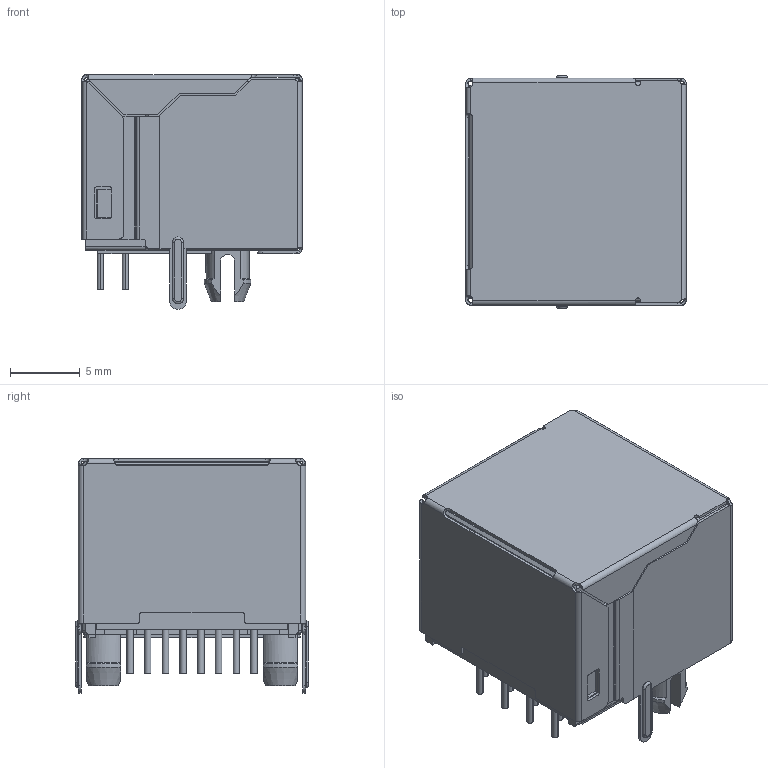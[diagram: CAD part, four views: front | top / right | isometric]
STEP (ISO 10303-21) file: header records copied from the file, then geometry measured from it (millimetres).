
FILE_DESCRIPTION((''),'2;1');
FILE_NAME('DGKYD56A1188GWA2DY1054','2023-07-18T11:13:23',('Administrator'),(''),'CREO PARAMETRIC BY PTC INC, 2019010','CREO PARAMETRIC BY PTC INC, 2019010','');
FILE_SCHEMA(('CONFIG_CONTROL_DESIGN'));
Length unit declared in the file: millimetre
Products named in the file (1): DGKYD56A1188GWA2DY1054
Bounding box: 15.8 x 16.7 x 16.85 mm (x, y, z)
Volume: 1948.9 mm3; surface area: 5725.8 mm2
Topology: 20 solids, 20 shells, 1108 faces, 2934 edges, 1850 vertices
Faces by surface type: plane 724, cylinder 270, cone 40, torus 36, bspline 26, sphere 12
Entity records: 35380 total; most frequent: CARTESIAN_POINT 7800, ORIENTED_EDGE 5860, DIRECTION 5580, EDGE_CURVE 2930, VECTOR 2112, LINE 2112, VERTEX_POINT 1850, AXIS2_PLACEMENT_3D 1734
